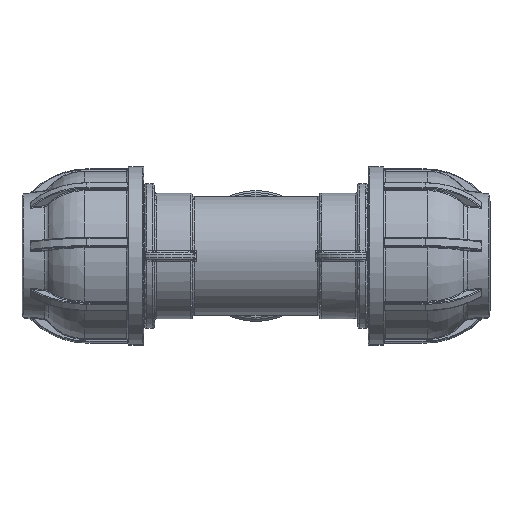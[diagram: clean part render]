
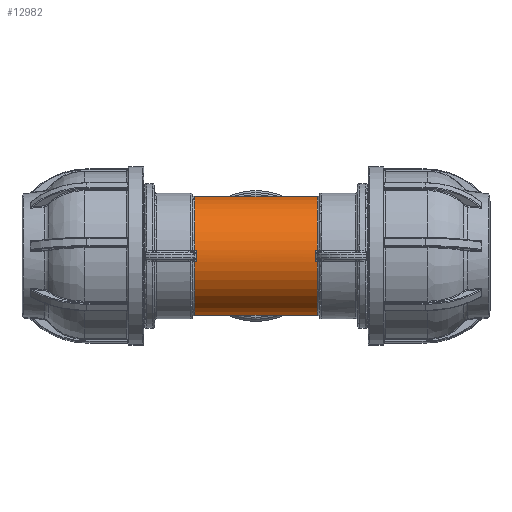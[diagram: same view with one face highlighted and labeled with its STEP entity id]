
A CAD part, front view. The second image highlights one B-rep face of the part: STEP entity #12982.
In plain terms, the highlighted cylindrical face has radius 28.75 mm (diameter 57.5 mm), a partial arc.
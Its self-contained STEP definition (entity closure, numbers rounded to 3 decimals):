
#5391 = B_SPLINE_CURVE_WITH_KNOTS ( 'NONE', 3,
 ( #43525, #43527, #43529, #43531 ),
 .UNSPECIFIED., .F., .F.,
 ( 4, 4 ),
 ( 0., 0.006 ),
 .UNSPECIFIED. ) ;
#5392 = B_SPLINE_CURVE_WITH_KNOTS ( 'NONE', 3,
 ( #43555, #43557, #43559, #43560 ),
 .UNSPECIFIED., .F., .F.,
 ( 4, 4 ),
 ( 0., 0.006 ),
 .UNSPECIFIED. ) ;
#12982 = ADVANCED_FACE ( 'NONE', ( #31767 ), #31768, .T. ) ;
#15933 = VERTEX_POINT ( 'NONE', #32674 ) ;
#15934 = VERTEX_POINT ( 'NONE', #32675 ) ;
#15936 = VERTEX_POINT ( 'NONE', #32676 ) ;
#15937 = VERTEX_POINT ( 'NONE', #32677 ) ;
#15938 = VERTEX_POINT ( 'NONE', #32678 ) ;
#15939 = VERTEX_POINT ( 'NONE', #32679 ) ;
#15940 = VERTEX_POINT ( 'NONE', #32680 ) ;
#15941 = VERTEX_POINT ( 'NONE', #32681 ) ;
#15943 = VERTEX_POINT ( 'NONE', #32682 ) ;
#15944 = VERTEX_POINT ( 'NONE', #32683 ) ;
#15945 = VERTEX_POINT ( 'NONE', #32684 ) ;
#15947 = VERTEX_POINT ( 'NONE', #32685 ) ;
#15948 = ORIENTED_EDGE ( 'NONE', *, *, #72653, .T. ) ;
#15949 = ORIENTED_EDGE ( 'NONE', *, *, #72658, .T. ) ;
#15950 = ORIENTED_EDGE ( 'NONE', *, *, #72656, .T. ) ;
#15951 = ORIENTED_EDGE ( 'NONE', *, *, #72660, .T. ) ;
#15952 = ORIENTED_EDGE ( 'NONE', *, *, #72662, .T. ) ;
#15953 = ORIENTED_EDGE ( 'NONE', *, *, #72664, .T. ) ;
#15954 = ORIENTED_EDGE ( 'NONE', *, *, #72666, .T. ) ;
#15955 = ORIENTED_EDGE ( 'NONE', *, *, #72668, .F. ) ;
#15956 = ORIENTED_EDGE ( 'NONE', *, *, #72670, .T. ) ;
#15957 = ORIENTED_EDGE ( 'NONE', *, *, #72672, .T. ) ;
#15958 = ORIENTED_EDGE ( 'NONE', *, *, #72674, .T. ) ;
#15959 = ORIENTED_EDGE ( 'NONE', *, *, #72677, .T. ) ;
#17248 = EDGE_LOOP ( 'NONE', ( #15948, #15950, #15949, #15951, #15952, #15953, #15954, #15955, #15956, #15957, #15958, #15959 ) ) ;
#25101 = AXIS2_PLACEMENT_3D ( 'NONE', #32408, #32409, #32410 ) ;
#31767 = FACE_OUTER_BOUND ( 'NONE', #17248, .T. ) ;
#31768 = CYLINDRICAL_SURFACE ( 'NONE', #25101, 28.75 ) ;
#32408 = CARTESIAN_POINT ( 'NONE',  ( 0., 0., 0. ) ) ;
#32409 = DIRECTION ( 'NONE',  ( 1., 0., 0. ) ) ;
#32410 = DIRECTION ( 'NONE',  ( 0., 0., 1. ) ) ;
#32674 = CARTESIAN_POINT ( 'NONE',  ( -28.693, -28.618, -2.754 ) ) ;
#32675 = CARTESIAN_POINT ( 'NONE',  ( -28.693, -28.618, 2.754 ) ) ;
#32676 = CARTESIAN_POINT ( 'NONE',  ( -29.75, -28.618, 2.754 ) ) ;
#32677 = CARTESIAN_POINT ( 'NONE',  ( -29.75, 0., 28.75 ) ) ;
#32678 = CARTESIAN_POINT ( 'NONE',  ( 29.75, 0., 28.75 ) ) ;
#32679 = CARTESIAN_POINT ( 'NONE',  ( 29.75, -28.618, 2.754 ) ) ;
#32680 = CARTESIAN_POINT ( 'NONE',  ( 28.693, -28.618, 2.754 ) ) ;
#32681 = CARTESIAN_POINT ( 'NONE',  ( 28.693, -28.618, -2.754 ) ) ;
#32682 = CARTESIAN_POINT ( 'NONE',  ( 29.75, -28.618, -2.754 ) ) ;
#32683 = CARTESIAN_POINT ( 'NONE',  ( -29.75, -28.618, -2.754 ) ) ;
#32684 = CARTESIAN_POINT ( 'NONE',  ( -29.75, 0., -28.75 ) ) ;
#32685 = CARTESIAN_POINT ( 'NONE',  ( 29.75, 0., -28.75 ) ) ;
#40153 = CIRCLE ( 'NONE', #40162, 28.75 ) ;
#40154 = CIRCLE ( 'NONE', #40155, 28.75 ) ;
#40155 = AXIS2_PLACEMENT_3D ( 'NONE', #43506, #43507, #43509 ) ;
#40156 = CIRCLE ( 'NONE', #40158, 28.75 ) ;
#40157 = VECTOR ( 'NONE', #43513, 1000. ) ;
#40158 = AXIS2_PLACEMENT_3D ( 'NONE', #43515, #43517, #43519 ) ;
#40159 = VECTOR ( 'NONE', #43523, 1000. ) ;
#40161 = VECTOR ( 'NONE', #43533, 1000. ) ;
#40162 = AXIS2_PLACEMENT_3D ( 'NONE', #43535, #43537, #43538 ) ;
#40163 = CIRCLE ( 'NONE', #40165, 28.75 ) ;
#40164 = VECTOR ( 'NONE', #43543, 1000. ) ;
#40165 = AXIS2_PLACEMENT_3D ( 'NONE', #43545, #43547, #43549 ) ;
#40167 = VECTOR ( 'NONE', #43553, 1000. ) ;
#40169 = VECTOR ( 'NONE', #43564, 1000. ) ;
#41884 = LINE ( 'NONE', #43511, #40157 ) ;
#41885 = LINE ( 'NONE', #43521, #40159 ) ;
#41886 = LINE ( 'NONE', #43532, #40161 ) ;
#41887 = LINE ( 'NONE', #43541, #40164 ) ;
#41888 = LINE ( 'NONE', #43551, #40167 ) ;
#41889 = LINE ( 'NONE', #43563, #40169 ) ;
#43506 = CARTESIAN_POINT ( 'NONE',  ( -29.75, 0., 0. ) ) ;
#43507 = DIRECTION ( 'NONE',  ( 1., 0., 0. ) ) ;
#43509 = DIRECTION ( 'NONE',  ( 0., 0., -1. ) ) ;
#43511 = CARTESIAN_POINT ( 'NONE',  ( 0., 0., -28.75 ) ) ;
#43513 = DIRECTION ( 'NONE',  ( 1., 0., 0. ) ) ;
#43515 = CARTESIAN_POINT ( 'NONE',  ( 29.75, 0., 0. ) ) ;
#43517 = DIRECTION ( 'NONE',  ( -1., 0., 0. ) ) ;
#43519 = DIRECTION ( 'NONE',  ( 0., 0., 1. ) ) ;
#43521 = CARTESIAN_POINT ( 'NONE',  ( 0., -28.618, -2.754 ) ) ;
#43523 = DIRECTION ( 'NONE',  ( -1., 0., 0. ) ) ;
#43525 = CARTESIAN_POINT ( 'NONE',  ( 28.693, -28.618, -2.754 ) ) ;
#43527 = CARTESIAN_POINT ( 'NONE',  ( 28.807, -28.794, -0.924 ) ) ;
#43529 = CARTESIAN_POINT ( 'NONE',  ( 28.807, -28.794, 0.924 ) ) ;
#43531 = CARTESIAN_POINT ( 'NONE',  ( 28.693, -28.618, 2.754 ) ) ;
#43532 = CARTESIAN_POINT ( 'NONE',  ( 0., -28.618, 2.754 ) ) ;
#43533 = DIRECTION ( 'NONE',  ( 1., 0., 0. ) ) ;
#43535 = CARTESIAN_POINT ( 'NONE',  ( 29.75, 0., 0. ) ) ;
#43537 = DIRECTION ( 'NONE',  ( -1., 0., 0. ) ) ;
#43538 = DIRECTION ( 'NONE',  ( 0., 0., 1. ) ) ;
#43541 = CARTESIAN_POINT ( 'NONE',  ( 0., 0., 28.75 ) ) ;
#43543 = DIRECTION ( 'NONE',  ( 1., 0., 0. ) ) ;
#43545 = CARTESIAN_POINT ( 'NONE',  ( -29.75, 0., 0. ) ) ;
#43547 = DIRECTION ( 'NONE',  ( 1., 0., 0. ) ) ;
#43549 = DIRECTION ( 'NONE',  ( 0., 0., -1. ) ) ;
#43551 = CARTESIAN_POINT ( 'NONE',  ( 0., -28.618, 2.754 ) ) ;
#43553 = DIRECTION ( 'NONE',  ( 1., 0., 0. ) ) ;
#43555 = CARTESIAN_POINT ( 'NONE',  ( -28.693, -28.618, 2.754 ) ) ;
#43557 = CARTESIAN_POINT ( 'NONE',  ( -28.807, -28.794, 0.924 ) ) ;
#43559 = CARTESIAN_POINT ( 'NONE',  ( -28.807, -28.794, -0.924 ) ) ;
#43560 = CARTESIAN_POINT ( 'NONE',  ( -28.693, -28.618, -2.754 ) ) ;
#43563 = CARTESIAN_POINT ( 'NONE',  ( 0., -28.618, -2.754 ) ) ;
#43564 = DIRECTION ( 'NONE',  ( -1., 0., 0. ) ) ;
#72653 = EDGE_CURVE ( 'NONE', #15944, #15945, #40154, .T. ) ;
#72656 = EDGE_CURVE ( 'NONE', #15945, #15947, #41884, .T. ) ;
#72658 = EDGE_CURVE ( 'NONE', #15947, #15943, #40156, .T. ) ;
#72660 = EDGE_CURVE ( 'NONE', #15943, #15941, #41885, .T. ) ;
#72662 = EDGE_CURVE ( 'NONE', #15941, #15940, #5391, .T. ) ;
#72664 = EDGE_CURVE ( 'NONE', #15940, #15939, #41886, .T. ) ;
#72666 = EDGE_CURVE ( 'NONE', #15939, #15938, #40153, .T. ) ;
#72668 = EDGE_CURVE ( 'NONE', #15937, #15938, #41887, .T. ) ;
#72670 = EDGE_CURVE ( 'NONE', #15937, #15936, #40163, .T. ) ;
#72672 = EDGE_CURVE ( 'NONE', #15936, #15934, #41888, .T. ) ;
#72674 = EDGE_CURVE ( 'NONE', #15934, #15933, #5392, .T. ) ;
#72677 = EDGE_CURVE ( 'NONE', #15933, #15944, #41889, .T. ) ;
